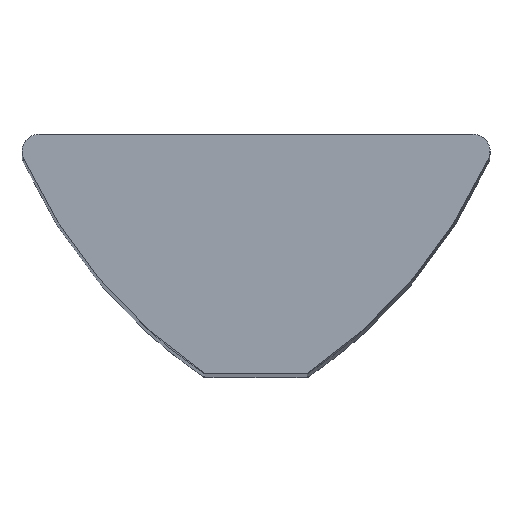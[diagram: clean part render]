
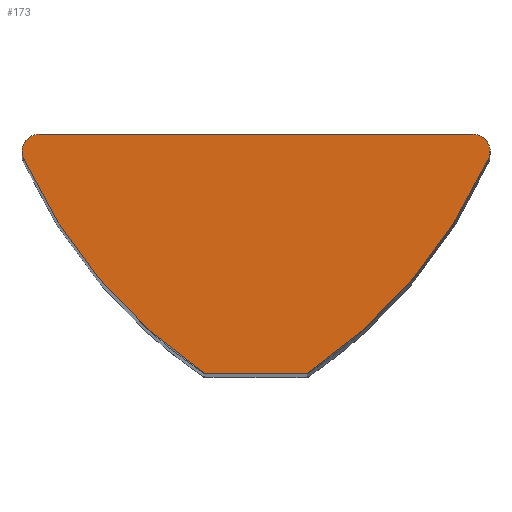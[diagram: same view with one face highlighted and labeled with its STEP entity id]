
A CAD part, top view. The second image highlights one B-rep face of the part: STEP entity #173.
In plain terms, the highlighted planar face has unit normal (0, 0, 1).
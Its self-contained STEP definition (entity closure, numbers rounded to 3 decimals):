
#4 = DIRECTION ( 'NONE',  ( -1., 0., 0. ) ) ;
#5 = DIRECTION ( 'NONE',  ( 0., 0., -1. ) ) ;
#6 = CARTESIAN_POINT ( 'NONE',  ( -6.876, 5.444, 76. ) ) ;
#16 = DIRECTION ( 'NONE',  ( -1., 0., 0. ) ) ;
#17 = DIRECTION ( 'NONE',  ( 0., 0., -1. ) ) ;
#18 = CARTESIAN_POINT ( 'NONE',  ( -6.35, -0.5, 76. ) ) ;
#45 = DIRECTION ( 'NONE',  ( -1., 0., 0. ) ) ;
#47 = DIRECTION ( 'NONE',  ( 0., 0., -1. ) ) ;
#48 = CARTESIAN_POINT ( 'NONE',  ( 6.35, -0.5, 76. ) ) ;
#50 = EDGE_CURVE ( 'NONE', #396, #440, #435, .T. ) ;
#52 = AXIS2_PLACEMENT_3D ( 'NONE', #18, #17, #16 ) ;
#56 = AXIS2_PLACEMENT_3D ( 'NONE', #48, #47, #45 ) ;
#127 = AXIS2_PLACEMENT_3D ( 'NONE', #706, #708, #709 ) ;
#138 = AXIS2_PLACEMENT_3D ( 'NONE', #6, #5, #4 ) ;
#139 = CARTESIAN_POINT ( 'NONE',  ( -6.85, -0.5, 76. ) ) ;
#146 = EDGE_CURVE ( 'NONE', #440, #204, #698, .T. ) ;
#149 = EDGE_CURVE ( 'NONE', #495, #657, #521, .T. ) ;
#158 = CARTESIAN_POINT ( 'NONE',  ( -6.806, -0.705, 76. ) ) ;
#173 = ADVANCED_FACE ( 'NONE', ( #612 ), #233, .F. ) ;
#204 = VERTEX_POINT ( 'NONE', #158 ) ;
#211 = ORIENTED_EDGE ( 'NONE', *, *, #347, .F. ) ;
#217 = EDGE_LOOP ( 'NONE', ( #549, #524, #529, #466, #727, #211, #222 ) ) ;
#222 = ORIENTED_EDGE ( 'NONE', *, *, #311, .F. ) ;
#227 = VERTEX_POINT ( 'NONE', #139 ) ;
#229 = DIRECTION ( 'NONE',  ( -1., 0., 0. ) ) ;
#231 = DIRECTION ( 'NONE',  ( 0., 0., -1. ) ) ;
#233 = PLANE ( 'NONE',  #637 ) ;
#260 = DIRECTION ( 'NONE',  ( -1., 0., 0. ) ) ;
#265 = DIRECTION ( 'NONE',  ( 0., 0., -1. ) ) ;
#267 = CARTESIAN_POINT ( 'NONE',  ( 6.876, 5.444, 76. ) ) ;
#268 = CARTESIAN_POINT ( 'NONE',  ( 6.35, 0., 76. ) ) ;
#270 = DIRECTION ( 'NONE',  ( -1., 0., 0. ) ) ;
#273 = CARTESIAN_POINT ( 'NONE',  ( 6.35, -0.5, 76. ) ) ;
#299 = AXIS2_PLACEMENT_3D ( 'NONE', #267, #265, #260 ) ;
#304 = DIRECTION ( 'NONE',  ( -1., 0., 0. ) ) ;
#311 = EDGE_CURVE ( 'NONE', #495, #473, #630, .T. ) ;
#322 = CARTESIAN_POINT ( 'NONE',  ( 6.35, -7., 76. ) ) ;
#336 = EDGE_CURVE ( 'NONE', #227, #657, #644, .T. ) ;
#347 = EDGE_CURVE ( 'NONE', #473, #396, #616, .T. ) ;
#359 = VECTOR ( 'NONE', #270, 1000. ) ;
#374 = EDGE_CURVE ( 'NONE', #204, #227, #561, .T. ) ;
#396 = VERTEX_POINT ( 'NONE', #703 ) ;
#419 = CARTESIAN_POINT ( 'NONE',  ( -6.35, 0., 76. ) ) ;
#435 = LINE ( 'NONE', #322, #457 ) ;
#439 = CARTESIAN_POINT ( 'NONE',  ( 6.806, -0.705, 76. ) ) ;
#440 = VERTEX_POINT ( 'NONE', #726 ) ;
#457 = VECTOR ( 'NONE', #304, 1000. ) ;
#466 = ORIENTED_EDGE ( 'NONE', *, *, #146, .F. ) ;
#473 = VERTEX_POINT ( 'NONE', #439 ) ;
#495 = VERTEX_POINT ( 'NONE', #686 ) ;
#521 = LINE ( 'NONE', #268, #359 ) ;
#524 = ORIENTED_EDGE ( 'NONE', *, *, #336, .F. ) ;
#529 = ORIENTED_EDGE ( 'NONE', *, *, #374, .F. ) ;
#549 = ORIENTED_EDGE ( 'NONE', *, *, #149, .T. ) ;
#561 = CIRCLE ( 'NONE', #127, 0.5 ) ;
#612 = FACE_OUTER_BOUND ( 'NONE', #217, .T. ) ;
#616 = CIRCLE ( 'NONE', #138, 15. ) ;
#630 = CIRCLE ( 'NONE', #56, 0.5 ) ;
#637 = AXIS2_PLACEMENT_3D ( 'NONE', #273, #231, #229 ) ;
#644 = CIRCLE ( 'NONE', #52, 0.5 ) ;
#657 = VERTEX_POINT ( 'NONE', #419 ) ;
#686 = CARTESIAN_POINT ( 'NONE',  ( 6.35, 0., 76. ) ) ;
#698 = CIRCLE ( 'NONE', #299, 15. ) ;
#703 = CARTESIAN_POINT ( 'NONE',  ( 1.5, -7., 76. ) ) ;
#706 = CARTESIAN_POINT ( 'NONE',  ( -6.35, -0.5, 76. ) ) ;
#708 = DIRECTION ( 'NONE',  ( 0., 0., -1. ) ) ;
#709 = DIRECTION ( 'NONE',  ( -1., 0., 0. ) ) ;
#726 = CARTESIAN_POINT ( 'NONE',  ( -1.5, -7., 76. ) ) ;
#727 = ORIENTED_EDGE ( 'NONE', *, *, #50, .F. ) ;
